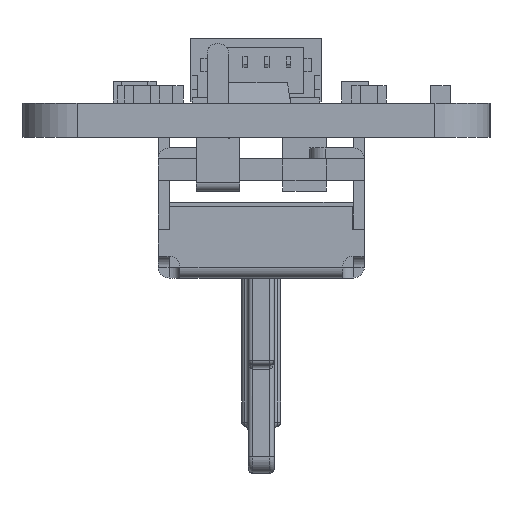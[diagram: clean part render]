
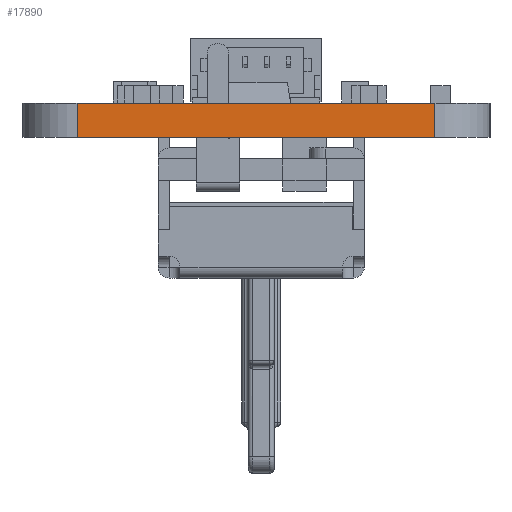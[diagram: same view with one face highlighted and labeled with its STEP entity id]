
A CAD part, left-side view. The second image highlights one B-rep face of the part: STEP entity #17890.
In plain terms, the highlighted planar face has unit normal (-1, 0, 0).
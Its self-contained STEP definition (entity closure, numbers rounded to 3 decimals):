
#357=PLANE('',#19093);
#1178=FACE_OUTER_BOUND('',#2142,.T.);
#2142=EDGE_LOOP('',(#12254,#12255,#12256,#12257));
#3282=LINE('',#25535,#5437);
#3283=LINE('',#25538,#5438);
#3284=LINE('',#25540,#5439);
#3285=LINE('',#25541,#5440);
#5437=VECTOR('',#20716,10.);
#5438=VECTOR('',#20719,10.);
#5439=VECTOR('',#20720,10.);
#5440=VECTOR('',#20721,10.);
#7970=VERTEX_POINT('',#25531);
#7971=VERTEX_POINT('',#25533);
#7972=VERTEX_POINT('',#25537);
#7973=VERTEX_POINT('',#25539);
#9671=EDGE_CURVE('',#7970,#7971,#3282,.T.);
#9672=EDGE_CURVE('',#7970,#7972,#3283,.T.);
#9673=EDGE_CURVE('',#7973,#7971,#3284,.T.);
#9674=EDGE_CURVE('',#7972,#7973,#3285,.T.);
#12254=ORIENTED_EDGE('',*,*,#9672,.F.);
#12255=ORIENTED_EDGE('',*,*,#9671,.T.);
#12256=ORIENTED_EDGE('',*,*,#9673,.F.);
#12257=ORIENTED_EDGE('',*,*,#9674,.F.);
#17890=ADVANCED_FACE('',(#1178),#357,.T.);
#19093=AXIS2_PLACEMENT_3D('',#25536,#20717,#20718);
#20716=DIRECTION('',(0.,0.,1.));
#20717=DIRECTION('center_axis',(-1.,0.,0.));
#20718=DIRECTION('ref_axis',(0.,-1.,0.));
#20719=DIRECTION('',(0.,1.,0.));
#20720=DIRECTION('',(0.,-1.,0.));
#20721=DIRECTION('',(0.,0.,1.));
#25531=CARTESIAN_POINT('',(-38.1,-8.255,0.));
#25533=CARTESIAN_POINT('',(-38.1,-8.255,1.57));
#25535=CARTESIAN_POINT('',(-38.1,-8.255,0.));
#25536=CARTESIAN_POINT('Origin',(-38.1,8.255,0.));
#25537=CARTESIAN_POINT('',(-38.1,8.255,0.));
#25538=CARTESIAN_POINT('',(-38.1,-8.255,0.));
#25539=CARTESIAN_POINT('',(-38.1,8.255,1.57));
#25540=CARTESIAN_POINT('',(-38.1,-8.255,1.57));
#25541=CARTESIAN_POINT('',(-38.1,8.255,0.));
